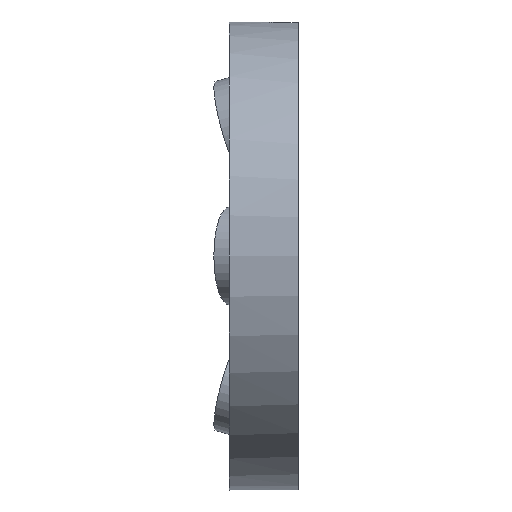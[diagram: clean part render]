
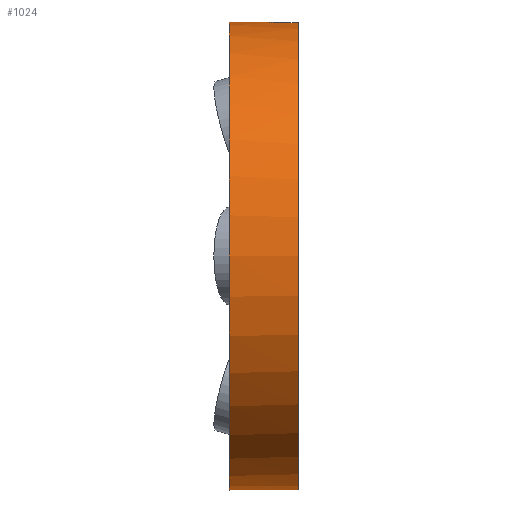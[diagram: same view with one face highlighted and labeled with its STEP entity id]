
A CAD part, left-side view. The second image highlights one B-rep face of the part: STEP entity #1024.
In plain terms, the highlighted cylindrical face has radius 27.092 mm (diameter 54.184 mm), a full revolution.
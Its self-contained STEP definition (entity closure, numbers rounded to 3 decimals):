
#18=B_SPLINE_CURVE_WITH_KNOTS('',3,(#1601,#1602,#1603,#1604,#1605,#1606,
#1607,#1608,#1609,#1610,#1611,#1612,#1613,#1614,#1615,#1616,#1617,#1618),
 .UNSPECIFIED.,.F.,.F.,(4,2,2,2,2,2,2,2,4),(0.,0.075,0.151,
0.226,0.301,0.377,0.452,
0.528,0.603),.UNSPECIFIED.);
#142=FACE_OUTER_BOUND('',#222,.T.);
#222=EDGE_LOOP('',(#750,#751,#752,#753,#754,#755,#756,#757));
#296=LINE('',#1622,#350);
#297=LINE('',#1626,#351);
#298=LINE('',#1630,#352);
#350=VECTOR('',#1321,10.);
#351=VECTOR('',#1324,27.092);
#352=VECTOR('',#1329,10.);
#435=CIRCLE('',#1138,27.092);
#436=CIRCLE('',#1139,27.092);
#437=CIRCLE('',#1140,27.092);
#490=VERTEX_POINT('',#1598);
#491=VERTEX_POINT('',#1600);
#492=VERTEX_POINT('',#1621);
#493=VERTEX_POINT('',#1623);
#494=VERTEX_POINT('',#1625);
#495=VERTEX_POINT('',#1628);
#595=EDGE_CURVE('',#491,#490,#18,.T.);
#597=EDGE_CURVE('',#490,#492,#296,.T.);
#598=EDGE_CURVE('',#493,#492,#435,.T.);
#599=EDGE_CURVE('',#493,#494,#297,.T.);
#600=EDGE_CURVE('',#494,#494,#436,.T.);
#601=EDGE_CURVE('',#495,#493,#437,.T.);
#602=EDGE_CURVE('',#495,#491,#298,.T.);
#750=ORIENTED_EDGE('',*,*,#595,.T.);
#751=ORIENTED_EDGE('',*,*,#597,.T.);
#752=ORIENTED_EDGE('',*,*,#598,.F.);
#753=ORIENTED_EDGE('',*,*,#599,.T.);
#754=ORIENTED_EDGE('',*,*,#600,.T.);
#755=ORIENTED_EDGE('',*,*,#599,.F.);
#756=ORIENTED_EDGE('',*,*,#601,.F.);
#757=ORIENTED_EDGE('',*,*,#602,.T.);
#978=CYLINDRICAL_SURFACE('',#1137,27.092);
#1024=ADVANCED_FACE('',(#142),#978,.T.);
#1137=AXIS2_PLACEMENT_3D('',#1620,#1319,#1320);
#1138=AXIS2_PLACEMENT_3D('',#1624,#1322,#1323);
#1139=AXIS2_PLACEMENT_3D('',#1627,#1325,#1326);
#1140=AXIS2_PLACEMENT_3D('',#1629,#1327,#1328);
#1319=DIRECTION('center_axis',(0.,-1.,0.));
#1320=DIRECTION('ref_axis',(1.,0.,0.));
#1321=DIRECTION('',(0.,-1.,0.));
#1322=DIRECTION('center_axis',(0.,-1.,0.));
#1323=DIRECTION('ref_axis',(1.,0.,0.));
#1324=DIRECTION('',(0.,1.,0.));
#1325=DIRECTION('center_axis',(0.,-1.,0.));
#1326=DIRECTION('ref_axis',(1.,0.,0.));
#1327=DIRECTION('center_axis',(0.,-1.,0.));
#1328=DIRECTION('ref_axis',(1.,0.,0.));
#1329=DIRECTION('',(0.,1.,0.));
#1598=CARTESIAN_POINT('',(2.,-58.552,27.018));
#1600=CARTESIAN_POINT('',(-2.,-58.552,27.018));
#1601=CARTESIAN_POINT('Ctrl Pts',(-2.,-58.552,27.018));
#1602=CARTESIAN_POINT('Ctrl Pts',(-2.,-58.301,27.018));
#1603=CARTESIAN_POINT('Ctrl Pts',(-1.95,-58.033,27.022));
#1604=CARTESIAN_POINT('Ctrl Pts',(-1.746,-57.54,27.036));
#1605=CARTESIAN_POINT('Ctrl Pts',(-1.592,-57.315,27.046));
#1606=CARTESIAN_POINT('Ctrl Pts',(-1.237,-56.96,27.064));
#1607=CARTESIAN_POINT('Ctrl Pts',(-1.012,-56.806,27.074));
#1608=CARTESIAN_POINT('Ctrl Pts',(-0.519,-56.602,
27.088));
#1609=CARTESIAN_POINT('Ctrl Pts',(-0.251,-56.552,27.092));
#1610=CARTESIAN_POINT('Ctrl Pts',(0.251,-56.552,27.092));
#1611=CARTESIAN_POINT('Ctrl Pts',(0.519,-56.602,27.088));
#1612=CARTESIAN_POINT('Ctrl Pts',(1.012,-56.806,27.074));
#1613=CARTESIAN_POINT('Ctrl Pts',(1.237,-56.96,27.064));
#1614=CARTESIAN_POINT('Ctrl Pts',(1.592,-57.315,27.046));
#1615=CARTESIAN_POINT('Ctrl Pts',(1.746,-57.54,27.036));
#1616=CARTESIAN_POINT('Ctrl Pts',(1.95,-58.033,27.022));
#1617=CARTESIAN_POINT('Ctrl Pts',(2.,-58.301,27.018));
#1618=CARTESIAN_POINT('Ctrl Pts',(2.,-58.552,27.018));
#1620=CARTESIAN_POINT('Origin',(0.,-56.552,0.));
#1621=CARTESIAN_POINT('',(2.,-60.552,27.018));
#1622=CARTESIAN_POINT('',(2.,-56.552,27.018));
#1623=CARTESIAN_POINT('',(-27.092,-60.552,0.));
#1624=CARTESIAN_POINT('Origin',(0.,-60.552,0.));
#1625=CARTESIAN_POINT('',(-27.092,-52.552,0.));
#1626=CARTESIAN_POINT('',(-27.092,-56.552,0.));
#1627=CARTESIAN_POINT('Origin',(0.,-52.552,0.));
#1628=CARTESIAN_POINT('',(-2.,-60.552,27.018));
#1629=CARTESIAN_POINT('Origin',(0.,-60.552,0.));
#1630=CARTESIAN_POINT('',(-2.,-56.552,27.018));
